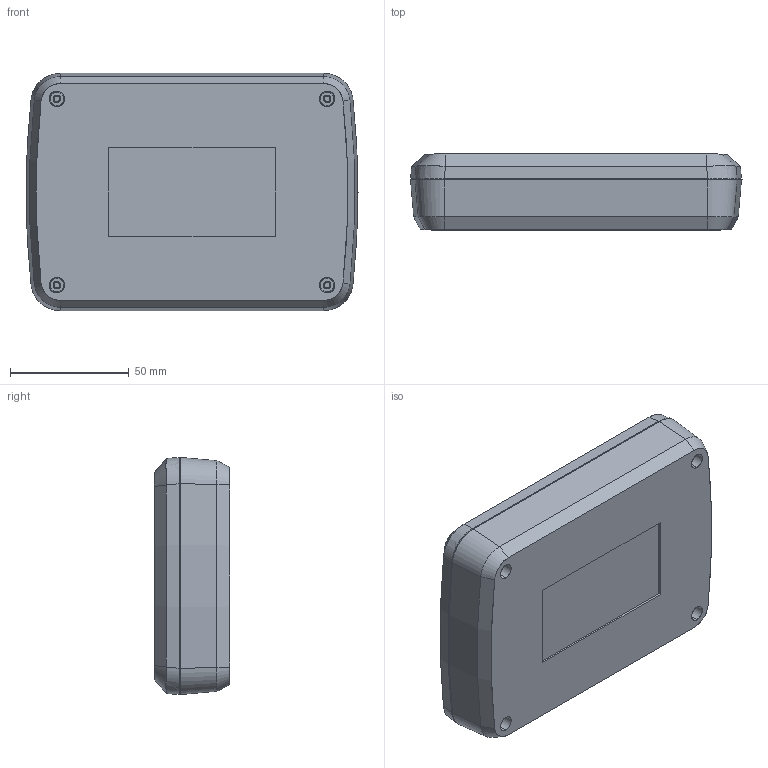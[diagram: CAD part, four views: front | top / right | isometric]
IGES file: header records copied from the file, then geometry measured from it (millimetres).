
Start section: SolidWorks IGES file using analytic representation for surfaces
Global section: file name: Z³o¿enie3.IGS; native system: SolidWorks 2012; preprocessor: SolidWorks 2012; author: Peter; date: 171122.124245; units: millimetre
Bounding box: 140 x 31.9 x 100 mm (x, y, z)
Surface area: 83394.3 mm2 (no closed solid volume)
Topology: 0 solids, 0 shells, 294 faces, 4838 edges, 4838 vertices
Faces by surface type: bspline 150, revolution 144
